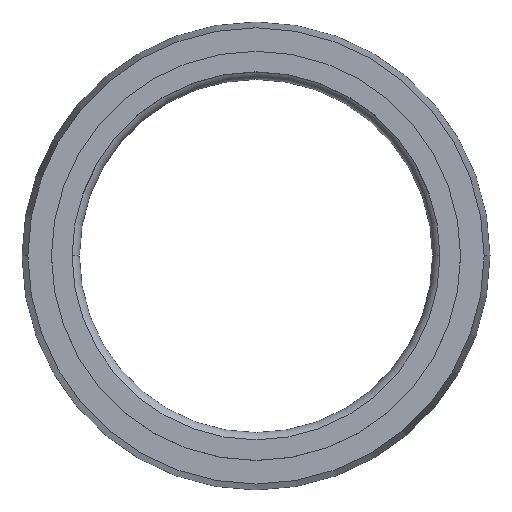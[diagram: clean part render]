
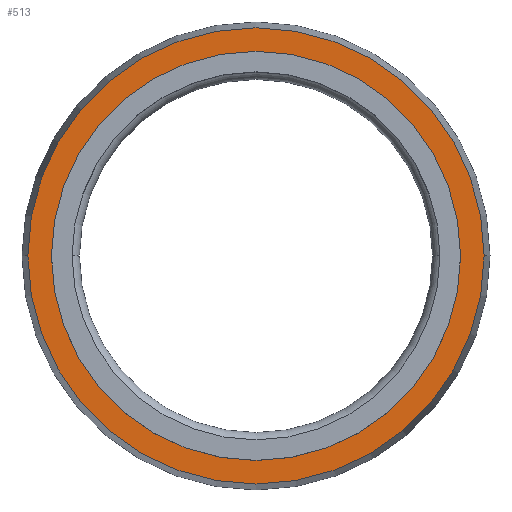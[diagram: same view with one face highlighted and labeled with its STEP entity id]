
A CAD part, top view. The second image highlights one B-rep face of the part: STEP entity #513.
In plain terms, the highlighted planar face has unit normal (0, 0, 1).
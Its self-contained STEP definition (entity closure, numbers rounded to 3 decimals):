
#4 = CIRCLE ( 'NONE', #534, 6.95 ) ;
#6 = EDGE_LOOP ( 'NONE', ( #480, #535 ) ) ;
#22 = CIRCLE ( 'NONE', #561, 7.75 ) ;
#35 = FACE_OUTER_BOUND ( 'NONE', #85, .T. ) ;
#50 = DIRECTION ( 'NONE',  ( 0., 0., -1. ) ) ;
#61 = DIRECTION ( 'NONE',  ( 1., 0., 0. ) ) ;
#73 = DIRECTION ( 'NONE',  ( 1., 0., 0. ) ) ;
#85 = EDGE_LOOP ( 'NONE', ( #326, #323 ) ) ;
#140 = CARTESIAN_POINT ( 'NONE',  ( 0., 0., -1. ) ) ;
#149 = PLANE ( 'NONE',  #498 ) ;
#167 = CARTESIAN_POINT ( 'NONE',  ( 0., 0., -1. ) ) ;
#173 = CARTESIAN_POINT ( 'NONE',  ( 0., 0., -1. ) ) ;
#196 = DIRECTION ( 'NONE',  ( 1., 0., 0. ) ) ;
#221 = CIRCLE ( 'NONE', #275, 7.75 ) ;
#228 = CARTESIAN_POINT ( 'NONE',  ( 7.75, 0., -1. ) ) ;
#231 = EDGE_CURVE ( 'NONE', #478, #315, #221, .T. ) ;
#248 = DIRECTION ( 'NONE',  ( 0., 0., 1. ) ) ;
#272 = DIRECTION ( 'NONE',  ( 0., 0., 1. ) ) ;
#275 = AXIS2_PLACEMENT_3D ( 'NONE', #167, #272, #61 ) ;
#304 = CARTESIAN_POINT ( 'NONE',  ( 0., 6.95, -1. ) ) ;
#315 = VERTEX_POINT ( 'NONE', #228 ) ;
#323 = ORIENTED_EDGE ( 'NONE', *, *, #551, .T. ) ;
#326 = ORIENTED_EDGE ( 'NONE', *, *, #231, .T. ) ;
#332 = FACE_BOUND ( 'NONE', #6, .T. ) ;
#340 = DIRECTION ( 'NONE',  ( -1., 0., 0. ) ) ;
#358 = CARTESIAN_POINT ( 'NONE',  ( 0., 0., -1. ) ) ;
#388 = CARTESIAN_POINT ( 'NONE',  ( -6.95, 0., -1. ) ) ;
#393 = CARTESIAN_POINT ( 'NONE',  ( 6.95, 0., -1. ) ) ;
#397 = EDGE_CURVE ( 'NONE', #588, #550, #4, .T. ) ;
#400 = DIRECTION ( 'NONE',  ( 1., 0., 0. ) ) ;
#478 = VERTEX_POINT ( 'NONE', #530 ) ;
#480 = ORIENTED_EDGE ( 'NONE', *, *, #638, .F. ) ;
#494 = CIRCLE ( 'NONE', #503, 6.95 ) ;
#498 = AXIS2_PLACEMENT_3D ( 'NONE', #304, #50, #340 ) ;
#499 = DIRECTION ( 'NONE',  ( 0., 0., 1. ) ) ;
#503 = AXIS2_PLACEMENT_3D ( 'NONE', #358, #499, #400 ) ;
#513 = ADVANCED_FACE ( 'NONE', ( #332, #35 ), #149, .F. ) ;
#519 = DIRECTION ( 'NONE',  ( 0., 0., 1. ) ) ;
#530 = CARTESIAN_POINT ( 'NONE',  ( -7.75, 0., -1. ) ) ;
#534 = AXIS2_PLACEMENT_3D ( 'NONE', #173, #519, #73 ) ;
#535 = ORIENTED_EDGE ( 'NONE', *, *, #397, .F. ) ;
#550 = VERTEX_POINT ( 'NONE', #393 ) ;
#551 = EDGE_CURVE ( 'NONE', #315, #478, #22, .T. ) ;
#561 = AXIS2_PLACEMENT_3D ( 'NONE', #140, #248, #196 ) ;
#588 = VERTEX_POINT ( 'NONE', #388 ) ;
#638 = EDGE_CURVE ( 'NONE', #550, #588, #494, .T. ) ;
